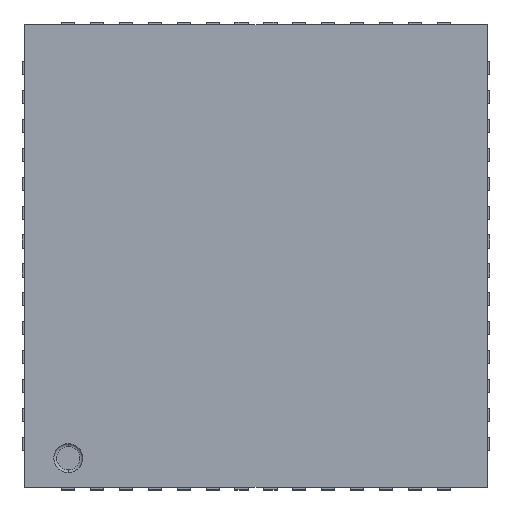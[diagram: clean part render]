
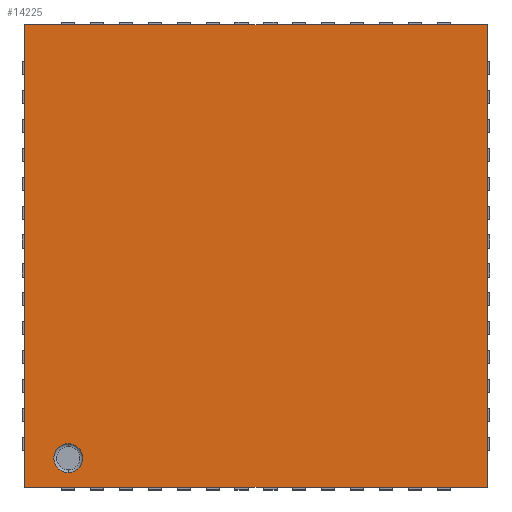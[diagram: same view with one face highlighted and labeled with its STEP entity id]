
A CAD part, top view. The second image highlights one B-rep face of the part: STEP entity #14225.
In plain terms, the highlighted planar face has unit normal (0, 0, 1).
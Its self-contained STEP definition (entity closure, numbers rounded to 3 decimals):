
#14047 = CARTESIAN_POINT ( 'NONE',  ( -3.25, -3.25, 0.85 ) ) ;
#14048 = VERTEX_POINT ( 'NONE', #14047 ) ;
#14056 = CARTESIAN_POINT ( 'NONE',  ( -3.25, -3.75, 0.85 ) ) ;
#14057 = VERTEX_POINT ( 'NONE', #14056 ) ;
#14058 = CARTESIAN_POINT ( 'NONE',  ( -3.25, -3.5, 0.85 ) ) ;
#14059 = DIRECTION ( 'NONE',  ( 0., 0., 1. ) ) ;
#14060 = DIRECTION ( 'NONE',  ( 0., -1., 0. ) ) ;
#14061 = AXIS2_PLACEMENT_3D ( 'NONE', #14058, #14059, #14060 ) ;
#14062 = CIRCLE ( 'NONE', #14061, 0.25) ;
#14063 = EDGE_CURVE ( 'NONE', #14048, #14057, #14062, .T. ) ;
#14090 = CARTESIAN_POINT ( 'NONE',  ( -4., -4., 0.85 ) ) ;
#14091 = VERTEX_POINT ( 'NONE', #14090 ) ;
#14098 = CARTESIAN_POINT ( 'NONE',  ( -4., 4., 0.85 ) ) ;
#14099 = VERTEX_POINT ( 'NONE', #14098 ) ;
#14100 = CARTESIAN_POINT ( 'NONE',  ( -4., -4., 0.85 ) ) ;
#14101 = DIRECTION ( 'NONE',  ( 0., -1., 0. ) ) ;
#14102 = VECTOR ( 'NONE', #14101, 1000. ) ;
#14103 = LINE ( 'NONE', #14100, #14102 ) ;
#14104 = EDGE_CURVE ( 'NONE', #14099, #14091, #14103, .T. ) ;
#14128 = CARTESIAN_POINT ( 'NONE',  ( 4., -4., 0.85 ) ) ;
#14129 = VERTEX_POINT ( 'NONE', #14128 ) ;
#14136 = CARTESIAN_POINT ( 'NONE',  ( 4., -4., 0.85 ) ) ;
#14137 = DIRECTION ( 'NONE',  ( 1., 0., 0. ) ) ;
#14138 = VECTOR ( 'NONE', #14137, 1000. ) ;
#14139 = LINE ( 'NONE', #14136, #14138 ) ;
#14140 = EDGE_CURVE ( 'NONE', #14091, #14129, #14139, .T. ) ;
#14159 = CARTESIAN_POINT ( 'NONE',  ( 4., 4., 0.85 ) ) ;
#14160 = VERTEX_POINT ( 'NONE', #14159 ) ;
#14167 = CARTESIAN_POINT ( 'NONE',  ( 4., -4., 0.85 ) ) ;
#14168 = DIRECTION ( 'NONE',  ( 0., 1., 0. ) ) ;
#14169 = VECTOR ( 'NONE', #14168, 1000. ) ;
#14170 = LINE ( 'NONE', #14167, #14169 ) ;
#14171 = EDGE_CURVE ( 'NONE', #14129, #14160, #14170, .T. ) ;
#14189 = CARTESIAN_POINT ( 'NONE',  ( 4., 4., 0.85 ) ) ;
#14190 = DIRECTION ( 'NONE',  ( -1., 0., 0. ) ) ;
#14191 = VECTOR ( 'NONE', #14190, 1000. ) ;
#14192 = LINE ( 'NONE', #14189, #14191 ) ;
#14193 = EDGE_CURVE ( 'NONE', #14160, #14099, #14192, .T. ) ;
#14204 = CARTESIAN_POINT ( 'NONE',  ( -3.25, -3.5, 0.85 ) ) ;
#14205 = DIRECTION ( 'NONE',  ( 0., 0., 1. ) ) ;
#14206 = DIRECTION ( 'NONE',  ( 0., -1., 0. ) ) ;
#14207 = AXIS2_PLACEMENT_3D ( 'NONE', #14204, #14205, #14206 ) ;
#14208 = CIRCLE ( 'NONE', #14207, 0.25) ;
#14209 = EDGE_CURVE ( 'NONE', #14057, #14048, #14208, .T. ) ;
#14210 = ORIENTED_EDGE ( 'NONE', *, *, #14209, .F. ) ;
#14211 = ORIENTED_EDGE ( 'NONE', *, *, #14063, .F. ) ;
#14212 = EDGE_LOOP ( 'NONE', ( #14210, #14211 ) ) ;
#14213 = FACE_BOUND ( 'NONE', #14212, .T. ) ;
#14214 = ORIENTED_EDGE ( 'NONE', *, *, #14104, .T. ) ;
#14215 = ORIENTED_EDGE ( 'NONE', *, *, #14140, .T. ) ;
#14216 = ORIENTED_EDGE ( 'NONE', *, *, #14171, .T. ) ;
#14217 = ORIENTED_EDGE ( 'NONE', *, *, #14193, .T. ) ;
#14218 = EDGE_LOOP ( 'NONE', ( #14214, #14215, #14216, #14217 ) ) ;
#14219 = FACE_OUTER_BOUND ( 'NONE', #14218, .T. ) ;
#14220 = CARTESIAN_POINT ( 'NONE',  ( 0., 0., 0.85 ) ) ;
#14221 = DIRECTION ( 'NONE',  ( 0., 0., 1. ) ) ;
#14222 = DIRECTION ( 'NONE',  ( 0., -1., 0. ) ) ;
#14223 = AXIS2_PLACEMENT_3D ( 'NONE', #14220, #14221, #14222 ) ;
#14224 = PLANE ( 'NONE', #14223 ) ;
#14225 = ADVANCED_FACE ( 'NONE', ( #14213, #14219 ), #14224, .T. ) ;
